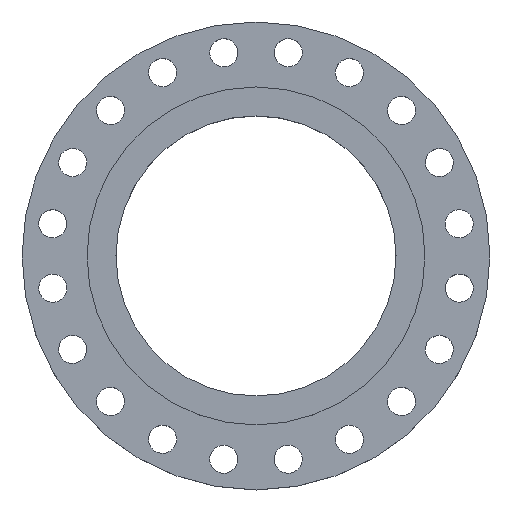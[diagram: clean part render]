
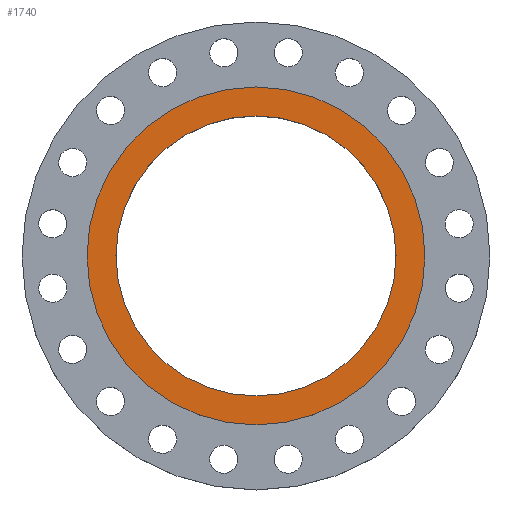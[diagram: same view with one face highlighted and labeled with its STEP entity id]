
A CAD part, top view. The second image highlights one B-rep face of the part: STEP entity #1740.
In plain terms, the highlighted planar face has unit normal (0, 0, 1).
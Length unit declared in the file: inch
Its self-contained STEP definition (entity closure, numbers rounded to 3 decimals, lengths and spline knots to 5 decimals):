
#5 = ORIENTED_EDGE ( 'NONE', *, *, #1420, .F. ) ;
#14 = VERTEX_POINT ( 'NONE', #41 ) ;
#21 = AXIS2_PLACEMENT_3D ( 'NONE', #1539, #1530, #683 ) ;
#41 = CARTESIAN_POINT ( 'NONE',  ( -8.08, 0., 0. ) ) ;
#65 = CARTESIAN_POINT ( 'NONE',  ( 0., 0., 0. ) ) ;
#100 = CIRCLE ( 'NONE', #513, 8.08 ) ;
#166 = ORIENTED_EDGE ( 'NONE', *, *, #829, .T. ) ;
#187 = CARTESIAN_POINT ( 'NONE',  ( 0., 0., 0. ) ) ;
#275 = VERTEX_POINT ( 'NONE', #1295 ) ;
#334 = DIRECTION ( 'NONE',  ( 0., 0., 1. ) ) ;
#440 = CIRCLE ( 'NONE', #593, 8.08 ) ;
#441 = DIRECTION ( 'NONE',  ( 1., 0., 0. ) ) ;
#477 = VERTEX_POINT ( 'NONE', #1719 ) ;
#513 = AXIS2_PLACEMENT_3D ( 'NONE', #65, #1209, #643 ) ;
#593 = AXIS2_PLACEMENT_3D ( 'NONE', #1218, #1397, #1354 ) ;
#634 = DIRECTION ( 'NONE',  ( 1., 0., 0. ) ) ;
#643 = DIRECTION ( 'NONE',  ( 1., 0., 0. ) ) ;
#683 = DIRECTION ( 'NONE',  ( 1., 0., 0. ) ) ;
#790 = AXIS2_PLACEMENT_3D ( 'NONE', #1632, #1446, #441 ) ;
#829 = EDGE_CURVE ( 'NONE', #275, #477, #839, .T. ) ;
#839 = CIRCLE ( 'NONE', #21, 9.75 ) ;
#861 = PLANE ( 'NONE',  #790 ) ;
#885 = FACE_BOUND ( 'NONE', #1427, .T. ) ;
#956 = CARTESIAN_POINT ( 'NONE',  ( 8.08, 0., 0. ) ) ;
#1048 = FACE_OUTER_BOUND ( 'NONE', #1587, .T. ) ;
#1072 = ORIENTED_EDGE ( 'NONE', *, *, #1452, .F. ) ;
#1209 = DIRECTION ( 'NONE',  ( 0., 0., 1. ) ) ;
#1218 = CARTESIAN_POINT ( 'NONE',  ( 0., 0., 0. ) ) ;
#1295 = CARTESIAN_POINT ( 'NONE',  ( 9.75, 0., 0. ) ) ;
#1328 = CIRCLE ( 'NONE', #1849, 9.75 ) ;
#1354 = DIRECTION ( 'NONE',  ( 1., 0., 0. ) ) ;
#1384 = VERTEX_POINT ( 'NONE', #956 ) ;
#1397 = DIRECTION ( 'NONE',  ( 0., 0., 1. ) ) ;
#1417 = EDGE_CURVE ( 'NONE', #477, #275, #1328, .T. ) ;
#1420 = EDGE_CURVE ( 'NONE', #14, #1384, #440, .T. ) ;
#1427 = EDGE_LOOP ( 'NONE', ( #1072, #5 ) ) ;
#1446 = DIRECTION ( 'NONE',  ( 0., 0., 1. ) ) ;
#1452 = EDGE_CURVE ( 'NONE', #1384, #14, #100, .T. ) ;
#1530 = DIRECTION ( 'NONE',  ( 0., 0., 1. ) ) ;
#1539 = CARTESIAN_POINT ( 'NONE',  ( 0., 0., 0. ) ) ;
#1587 = EDGE_LOOP ( 'NONE', ( #166, #1602 ) ) ;
#1602 = ORIENTED_EDGE ( 'NONE', *, *, #1417, .T. ) ;
#1632 = CARTESIAN_POINT ( 'NONE',  ( 0., 0., 0. ) ) ;
#1719 = CARTESIAN_POINT ( 'NONE',  ( -9.75, 0., 0. ) ) ;
#1740 = ADVANCED_FACE ( 'NONE', ( #885, #1048 ), #861, .T. ) ;
#1849 = AXIS2_PLACEMENT_3D ( 'NONE', #187, #334, #634 ) ;
